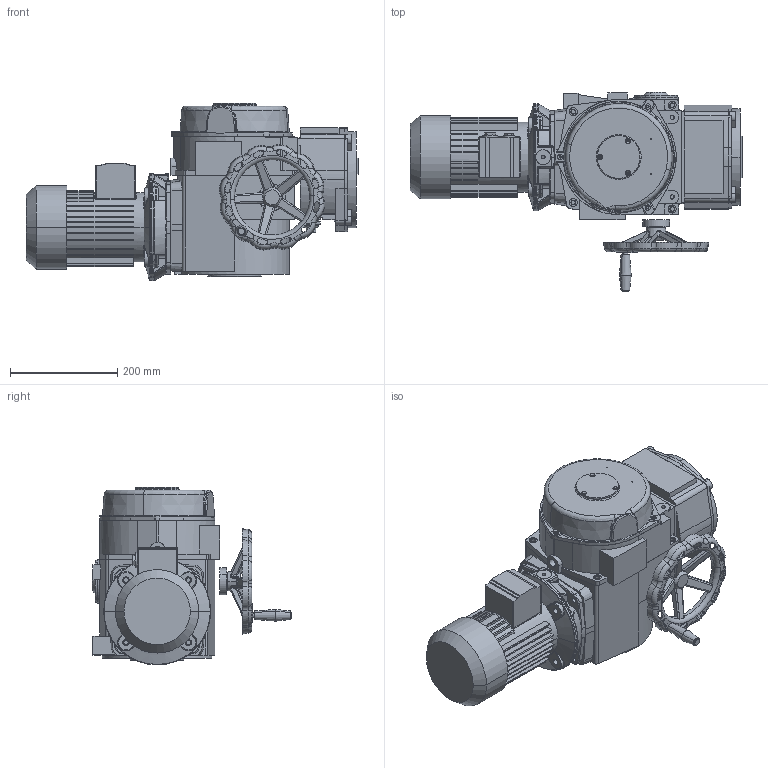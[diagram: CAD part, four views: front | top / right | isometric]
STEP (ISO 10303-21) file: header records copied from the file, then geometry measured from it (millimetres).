
FILE_DESCRIPTION (( 'STEP AP214' ), '1' );
FILE_NAME ('servomotor_52021.STEP', '2025-05-06T05:51:08', ( '' ), ( '' ), 'SwSTEP 2.0', 'SolidWorks 2015', '' );
FILE_SCHEMA (( 'AUTOMOTIVE_DESIGN' ));
Length unit declared in the file: millimetre
Products named in the file (1): servomotor_52021
Bounding box: 620.5 x 372.8 x 332 mm (x, y, z)
Surface area: 1090984.9 mm2 (no closed solid volume)
Topology: 0 solids, 32 shells, 1152 faces, 3526 edges, 2373 vertices
Faces by surface type: plane 453, cylinder 443, torus 96, cone 94, bspline 64, sphere 2
Entity records: 56666 total; most frequent: CARTESIAN_POINT 12412, DIRECTION 6818, ORIENTED_EDGE 6225, EDGE_CURVE 3519, AXIS2_PLACEMENT_3D 2607, VERTEX_POINT 2373, VECTOR 1604, LINE 1604
